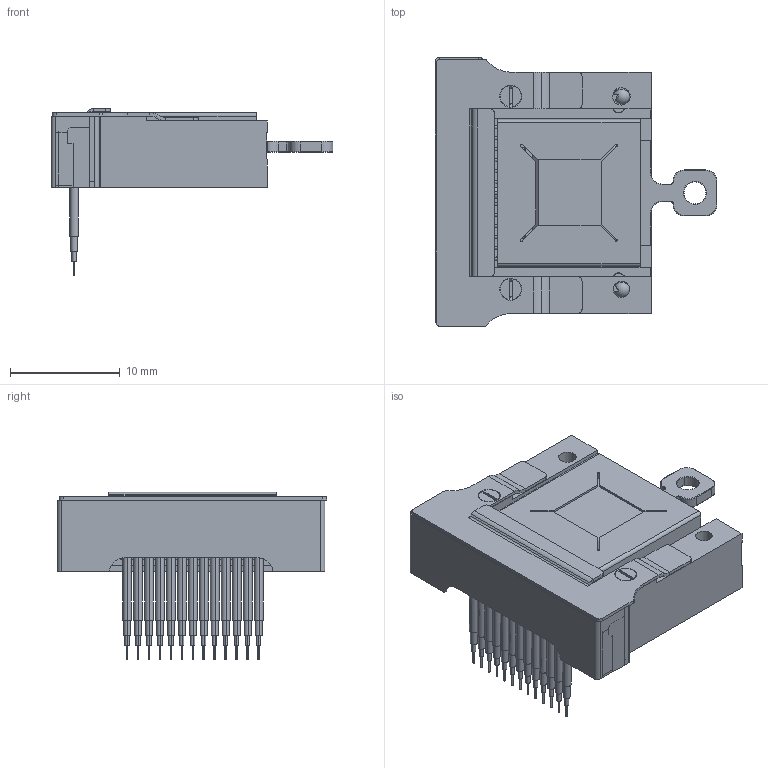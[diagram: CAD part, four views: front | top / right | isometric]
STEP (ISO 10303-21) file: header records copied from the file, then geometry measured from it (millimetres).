
FILE_DESCRIPTION(('Confidential','CAx-IF Rec.Pracs.--- Model Styling and Organization---1.2---2011-12-15'),'2;1');
FILE_NAME('RECOMEC13_Rev_D.stp','2023-11-03T12:12:12+00:00',('none'),('Ferrovac AG'),'CATIA Version 5 Release 21 SP 6 (IN-10)','CATIA V5 STEP AP214','PROPERTY OF FERROVAC AG');
FILE_SCHEMA(('AUTOMOTIVE_DESIGN { 1 0 10303 214 1 1 1 1 }'));
Products named in the file (23): RECOMEC13; ELUEC13; 22868; 22869; 22870; 24167; 18301406; 18301408; 21301404; 60498; 25238; SHOMEC13; 20053; 20111_CUST_CEA; 20112; 21101002; 20164; 20170; 1609; 1625; 22866; 22867; 22894
Assembly tree (54 placements, depth 3):
  RECOMEC13
    ELUEC13
      22868
      22869
      22870
      24167
      18301406  x2
      18301408  x2
      21301404  x2
      60498  x13
      25238
    SHOMEC13
      20053  x13
      20111_CUST_CEA
      20112
      21101002
      20164
      20170
    1609  x3
    1625  x2
    22866
    22867
    22894
    21101002  x2
Bounding box: 25.7 x 24.55 x 15.25 mm (x, y, z)
Volume: 2088.9 mm3; surface area: 6901.8 mm2
Topology: 115 solids, 115 shells, 2773 faces, 6573 edges, 3991 vertices
Faces by surface type: plane 1358, cylinder 1039, cone 235, torus 125, sphere 16
Entity records: 58130 total; most frequent: CARTESIAN_POINT 11420, ORIENTED_EDGE 10426, DIRECTION 7690, EDGE_CURVE 5213, VECTOR 3242, LINE 3242, VERTEX_POINT 3171, AXIS2_PLACEMENT_3D 3035
